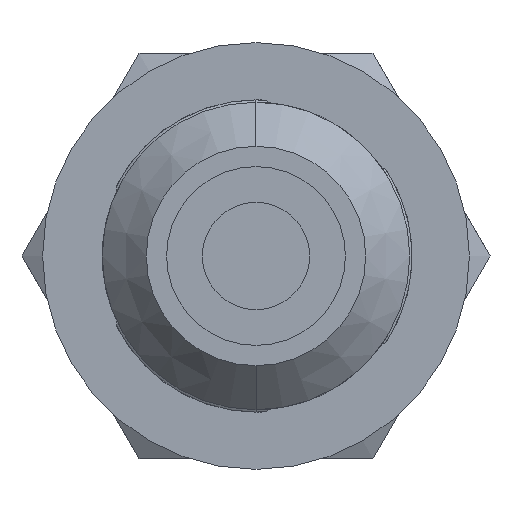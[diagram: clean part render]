
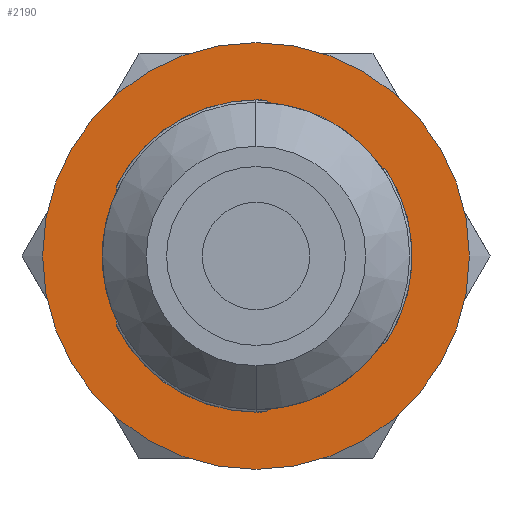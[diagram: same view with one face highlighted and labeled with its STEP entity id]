
A CAD part, front view. The second image highlights one B-rep face of the part: STEP entity #2190.
In plain terms, the highlighted planar face has unit normal (0, -1, 0).
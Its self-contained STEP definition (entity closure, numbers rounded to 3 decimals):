
#28 = CARTESIAN_POINT ( 'NONE',  ( 0., 6., 0. ) ) ;
#96 = DIRECTION ( 'NONE',  ( 0., 0., -1. ) ) ;
#97 = DIRECTION ( 'NONE',  ( 0., 1., 0. ) ) ;
#101 = AXIS2_PLACEMENT_3D ( 'NONE', #28, #97, #96 ) ;
#102 = CIRCLE ( 'NONE', #101, 6.45 ) ;
#110 = CARTESIAN_POINT ( 'NONE',  ( -5.85, 6., 2.717 ) ) ;
#111 = CARTESIAN_POINT ( 'NONE',  ( -5.85, 6., -2.717 ) ) ;
#232 = DIRECTION ( 'NONE',  ( 0., -1., 0. ) ) ;
#310 = DIRECTION ( 'NONE',  ( 0., 0., -1. ) ) ;
#634 = DIRECTION ( 'NONE',  ( 0., 0., -1. ) ) ;
#635 = VECTOR ( 'NONE', #634, 1000. ) ;
#636 = CARTESIAN_POINT ( 'NONE',  ( -5.85, 6., -2.946 ) ) ;
#637 = LINE ( 'NONE', #636, #635 ) ;
#702 = DIRECTION ( 'NONE',  ( 0., 0., -1. ) ) ;
#708 = AXIS2_PLACEMENT_3D ( 'NONE', #737, #744, #702 ) ;
#722 = CIRCLE ( 'NONE', #708, 6.55 ) ;
#737 = CARTESIAN_POINT ( 'NONE',  ( 0., 6., 0. ) ) ;
#744 = DIRECTION ( 'NONE',  ( 0., -1., 0. ) ) ;
#759 = DIRECTION ( 'NONE',  ( -0.866, 0., 0.5 ) ) ;
#760 = VECTOR ( 'NONE', #759, 1000. ) ;
#761 = CARTESIAN_POINT ( 'NONE',  ( 0.374, 6., 6.539 ) ) ;
#762 = LINE ( 'NONE', #761, #760 ) ;
#768 = DIRECTION ( 'NONE',  ( -0.866, 0., 0.5 ) ) ;
#774 = DIRECTION ( 'NONE',  ( 0., -1., 0. ) ) ;
#775 = PLANE ( 'NONE',  #777 ) ;
#776 = CARTESIAN_POINT ( 'NONE',  ( 6.55, 6., 0. ) ) ;
#777 = AXIS2_PLACEMENT_3D ( 'NONE', #776, #774, #797 ) ;
#778 = FACE_BOUND ( 'NONE', #2198, .T. ) ;
#783 = CARTESIAN_POINT ( 'NONE',  ( 0.374, 6., -6.539 ) ) ;
#790 = DIRECTION ( 'NONE',  ( 0., 0., -1. ) ) ;
#791 = DIRECTION ( 'NONE',  ( 0., -1., 0. ) ) ;
#792 = CARTESIAN_POINT ( 'NONE',  ( 0., 6., 0. ) ) ;
#793 = AXIS2_PLACEMENT_3D ( 'NONE', #792, #791, #790 ) ;
#796 = CIRCLE ( 'NONE', #793, 8.95 ) ;
#797 = DIRECTION ( 'NONE',  ( 0., 0., -1. ) ) ;
#802 = CARTESIAN_POINT ( 'NONE',  ( 0.374, 6., 6.539 ) ) ;
#813 = CARTESIAN_POINT ( 'NONE',  ( 5.476, 6., 3.593 ) ) ;
#815 = FACE_OUTER_BOUND ( 'NONE', #2192, .T. ) ;
#820 = DIRECTION ( 'NONE',  ( 0.866, 0., 0.5 ) ) ;
#821 = VECTOR ( 'NONE', #820, 1000. ) ;
#822 = CARTESIAN_POINT ( 'NONE',  ( 5.476, 6., -3.593 ) ) ;
#823 = LINE ( 'NONE', #822, #821 ) ;
#824 = VECTOR ( 'NONE', #768, 1000. ) ;
#832 = DIRECTION ( 'NONE',  ( 0.866, 0., 0.5 ) ) ;
#833 = VECTOR ( 'NONE', #832, 1000. ) ;
#834 = CARTESIAN_POINT ( 'NONE',  ( 5.476, 6., -3.593 ) ) ;
#835 = LINE ( 'NONE', #834, #833 ) ;
#847 = CARTESIAN_POINT ( 'NONE',  ( 0., 6., 0. ) ) ;
#848 = CIRCLE ( 'NONE', #871, 6.55 ) ;
#849 = LINE ( 'NONE', #868, #867 ) ;
#851 = CARTESIAN_POINT ( 'NONE',  ( 0.374, 6., 6.539 ) ) ;
#860 = CARTESIAN_POINT ( 'NONE',  ( 5.476, 6., -3.593 ) ) ;
#861 = LINE ( 'NONE', #802, #824 ) ;
#866 = DIRECTION ( 'NONE',  ( 0., 0., -1. ) ) ;
#867 = VECTOR ( 'NONE', #866, 1000. ) ;
#868 = CARTESIAN_POINT ( 'NONE',  ( -5.85, 6., -2.946 ) ) ;
#869 = DIRECTION ( 'NONE',  ( 0., 0., -1. ) ) ;
#870 = DIRECTION ( 'NONE',  ( 0., -1., 0. ) ) ;
#871 = AXIS2_PLACEMENT_3D ( 'NONE', #847, #870, #869 ) ;
#873 = DIRECTION ( 'NONE',  ( 0., 0., -1. ) ) ;
#874 = DIRECTION ( 'NONE',  ( 0., -1., 0. ) ) ;
#875 = CARTESIAN_POINT ( 'NONE',  ( 0., 6., 0. ) ) ;
#876 = AXIS2_PLACEMENT_3D ( 'NONE', #875, #874, #873 ) ;
#877 = CIRCLE ( 'NONE', #876, 6.55 ) ;
#1358 = CARTESIAN_POINT ( 'NONE',  ( 0., 6., 6.55 ) ) ;
#1407 = CIRCLE ( 'NONE', #1420, 8.95 ) ;
#1409 = CARTESIAN_POINT ( 'NONE',  ( 0., 6., 0. ) ) ;
#1410 = CARTESIAN_POINT ( 'NONE',  ( 0., 6., 8.95 ) ) ;
#1420 = AXIS2_PLACEMENT_3D ( 'NONE', #1409, #1425, #1421 ) ;
#1421 = DIRECTION ( 'NONE',  ( 0., 0., -1. ) ) ;
#1423 = CARTESIAN_POINT ( 'NONE',  ( 0., 6., -8.95 ) ) ;
#1425 = DIRECTION ( 'NONE',  ( 0., -1., 0. ) ) ;
#1478 = DIRECTION ( 'NONE',  ( 0., 0., -1. ) ) ;
#1480 = DIRECTION ( 'NONE',  ( 0., 1., 0. ) ) ;
#1481 = AXIS2_PLACEMENT_3D ( 'NONE', #1520, #1480, #1478 ) ;
#1520 = CARTESIAN_POINT ( 'NONE',  ( 0., 6., 0. ) ) ;
#1525 = CARTESIAN_POINT ( 'NONE',  ( -5.85, 6., -2.946 ) ) ;
#1526 = CIRCLE ( 'NONE', #1481, 6.45 ) ;
#1612 = CARTESIAN_POINT ( 'NONE',  ( 0., 6., 0. ) ) ;
#1613 = AXIS2_PLACEMENT_3D ( 'NONE', #1612, #232, #310 ) ;
#1615 = CIRCLE ( 'NONE', #1613, 6.55 ) ;
#1619 = CARTESIAN_POINT ( 'NONE',  ( -5.85, 6., 2.946 ) ) ;
#1658 = CARTESIAN_POINT ( 'NONE',  ( 0., 6., 0. ) ) ;
#1661 = CARTESIAN_POINT ( 'NONE',  ( 0., 6., -6.55 ) ) ;
#1667 = DIRECTION ( 'NONE',  ( 0., 0., -1. ) ) ;
#1674 = AXIS2_PLACEMENT_3D ( 'NONE', #1658, #1687, #1667 ) ;
#1686 = CIRCLE ( 'NONE', #1674, 6.55 ) ;
#1687 = DIRECTION ( 'NONE',  ( 0., -1., 0. ) ) ;
#1702 = CARTESIAN_POINT ( 'NONE',  ( 0.572, 6., 6.425 ) ) ;
#1717 = CARTESIAN_POINT ( 'NONE',  ( 0.572, 6., -6.425 ) ) ;
#1718 = DIRECTION ( 'NONE',  ( 0., 0., -1. ) ) ;
#1719 = DIRECTION ( 'NONE',  ( 0., 1., 0. ) ) ;
#1720 = AXIS2_PLACEMENT_3D ( 'NONE', #1728, #1719, #1718 ) ;
#1721 = CIRCLE ( 'NONE', #1720, 6.45 ) ;
#1728 = CARTESIAN_POINT ( 'NONE',  ( 0., 6., 0. ) ) ;
#1731 = CARTESIAN_POINT ( 'NONE',  ( 5.278, 6., -3.708 ) ) ;
#1735 = CARTESIAN_POINT ( 'NONE',  ( 5.278, 6., 3.708 ) ) ;
#1936 = EDGE_CURVE ( 'NONE', #1982, #1983, #102, .T. ) ;
#1982 = VERTEX_POINT ( 'NONE', #111 ) ;
#1983 = VERTEX_POINT ( 'NONE', #110 ) ;
#2153 = EDGE_CURVE ( 'NONE', #1982, #2737, #637, .T. ) ;
#2165 = EDGE_CURVE ( 'NONE', #2197, #2182, #722, .T. ) ;
#2173 = EDGE_CURVE ( 'NONE', #2782, #2210, #861, .T. ) ;
#2178 = VERTEX_POINT ( 'NONE', #783 ) ;
#2182 = VERTEX_POINT ( 'NONE', #813 ) ;
#2188 = ORIENTED_EDGE ( 'NONE', *, *, #1936, .T. ) ;
#2190 = ADVANCED_FACE ( 'NONE', ( #815, #778 ), #775, .T. ) ;
#2191 = ORIENTED_EDGE ( 'NONE', *, *, #2724, .T. ) ;
#2192 = EDGE_LOOP ( 'NONE', ( #2191, #2193 ) ) ;
#2193 = ORIENTED_EDGE ( 'NONE', *, *, #2194, .T. ) ;
#2194 = EDGE_CURVE ( 'NONE', #2730, #2723, #796, .T. ) ;
#2197 = VERTEX_POINT ( 'NONE', #860 ) ;
#2198 = EDGE_LOOP ( 'NONE', ( #2248, #2188, #2242, #2234, #2247, #2231, #2222, #2228, #2250, #2233, #2221, #2243, #2217, #2220 ) ) ;
#2201 = EDGE_CURVE ( 'NONE', #2210, #2708, #877, .T. ) ;
#2205 = EDGE_CURVE ( 'NONE', #2794, #2197, #823, .T. ) ;
#2210 = VERTEX_POINT ( 'NONE', #851 ) ;
#2216 = EDGE_CURVE ( 'NONE', #2756, #2178, #848, .T. ) ;
#2217 = ORIENTED_EDGE ( 'NONE', *, *, #2216, .F. ) ;
#2218 = EDGE_CURVE ( 'NONE', #2752, #1983, #849, .T. ) ;
#2220 = ORIENTED_EDGE ( 'NONE', *, *, #2753, .F. ) ;
#2221 = ORIENTED_EDGE ( 'NONE', *, *, #2799, .T. ) ;
#2222 = ORIENTED_EDGE ( 'NONE', *, *, #2805, .T. ) ;
#2228 = ORIENTED_EDGE ( 'NONE', *, *, #2244, .F. ) ;
#2231 = ORIENTED_EDGE ( 'NONE', *, *, #2173, .F. ) ;
#2233 = ORIENTED_EDGE ( 'NONE', *, *, #2205, .F. ) ;
#2234 = ORIENTED_EDGE ( 'NONE', *, *, #2754, .F. ) ;
#2235 = EDGE_CURVE ( 'NONE', #2178, #2784, #835, .T. ) ;
#2242 = ORIENTED_EDGE ( 'NONE', *, *, #2218, .F. ) ;
#2243 = ORIENTED_EDGE ( 'NONE', *, *, #2235, .F. ) ;
#2244 = EDGE_CURVE ( 'NONE', #2182, #2801, #762, .T. ) ;
#2247 = ORIENTED_EDGE ( 'NONE', *, *, #2201, .F. ) ;
#2248 = ORIENTED_EDGE ( 'NONE', *, *, #2153, .F. ) ;
#2250 = ORIENTED_EDGE ( 'NONE', *, *, #2165, .F. ) ;
#2708 = VERTEX_POINT ( 'NONE', #1358 ) ;
#2723 = VERTEX_POINT ( 'NONE', #1423 ) ;
#2724 = EDGE_CURVE ( 'NONE', #2723, #2730, #1407, .T. ) ;
#2730 = VERTEX_POINT ( 'NONE', #1410 ) ;
#2737 = VERTEX_POINT ( 'NONE', #1525 ) ;
#2752 = VERTEX_POINT ( 'NONE', #1619 ) ;
#2753 = EDGE_CURVE ( 'NONE', #2737, #2756, #1615, .T. ) ;
#2754 = EDGE_CURVE ( 'NONE', #2708, #2752, #1686, .T. ) ;
#2756 = VERTEX_POINT ( 'NONE', #1661 ) ;
#2782 = VERTEX_POINT ( 'NONE', #1702 ) ;
#2784 = VERTEX_POINT ( 'NONE', #1717 ) ;
#2794 = VERTEX_POINT ( 'NONE', #1731 ) ;
#2799 = EDGE_CURVE ( 'NONE', #2794, #2784, #1721, .T. ) ;
#2801 = VERTEX_POINT ( 'NONE', #1735 ) ;
#2805 = EDGE_CURVE ( 'NONE', #2782, #2801, #1526, .T. ) ;
